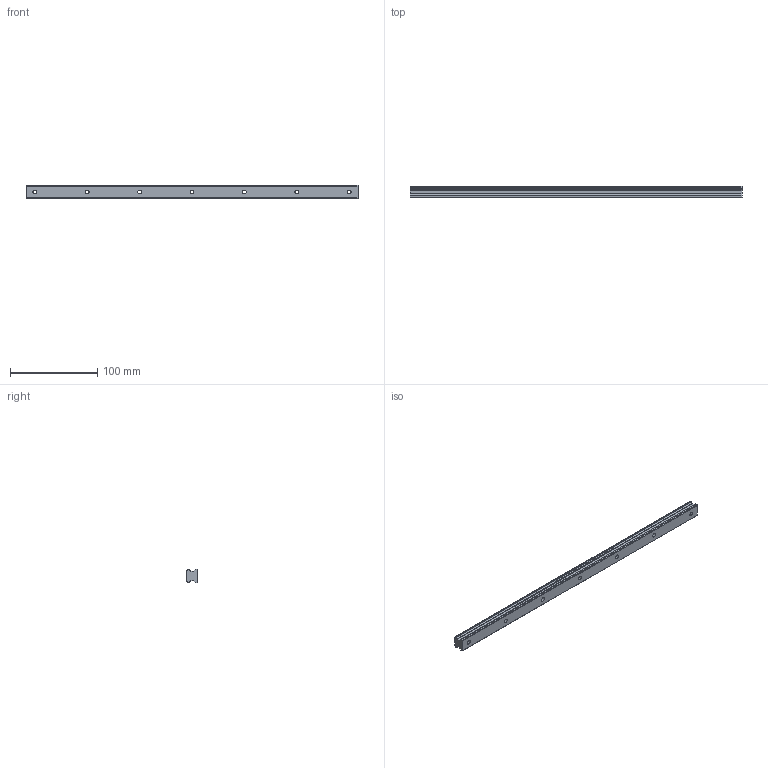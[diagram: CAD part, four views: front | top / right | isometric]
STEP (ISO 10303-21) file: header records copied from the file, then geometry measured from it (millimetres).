
FILE_DESCRIPTION (( 'STEP AP214' ), '1' );
FILE_NAME ('SHS15 380L G10.STEP', '2021-05-25T09:33:22', ( '' ), ( '' ), 'SwSTEP 2.0', 'SolidWorks 2021', '' );
FILE_SCHEMA (( 'AUTOMOTIVE_DESIGN' ));
Length unit declared in the file: millimetre
Products named in the file (2): SHS15 380L G10; _SHS15C38010 Track
Assembly tree (1 placements, depth 2):
  SHS15 380L G10
    _SHS15C38010 Track
Bounding box: 380 x 13 x 15 mm (x, y, z)
Volume: 61216.1 mm3; surface area: 23255.2 mm2
Topology: 1 solids, 1 shells, 80 faces, 213 edges, 142 vertices
Faces by surface type: cylinder 51, plane 29
Entity records: 2633 total; most frequent: DIRECTION 483, CARTESIAN_POINT 439, ORIENTED_EDGE 426, EDGE_CURVE 213, AXIS2_PLACEMENT_3D 186, VERTEX_POINT 142, LINE 111, VECTOR 111
